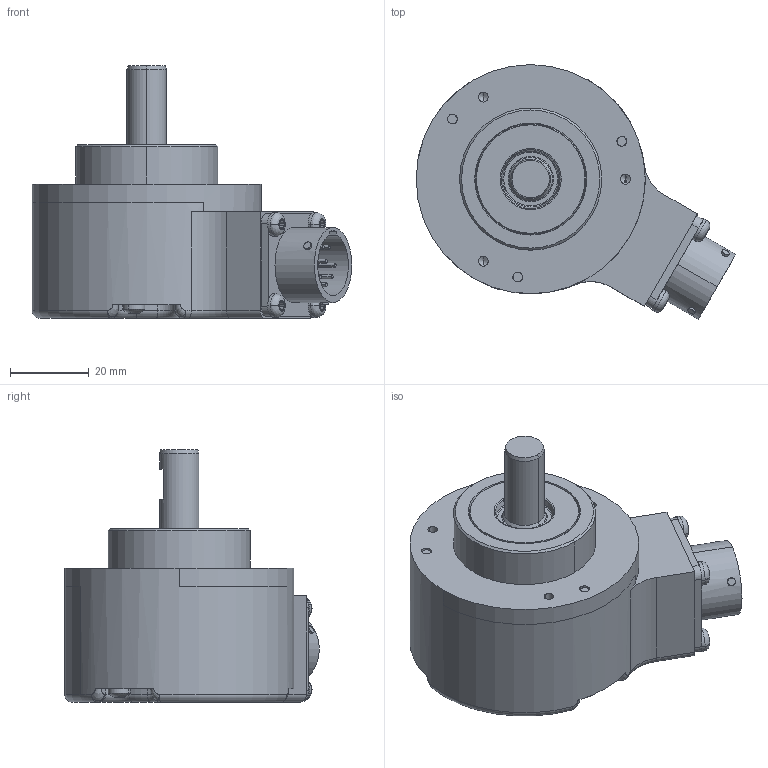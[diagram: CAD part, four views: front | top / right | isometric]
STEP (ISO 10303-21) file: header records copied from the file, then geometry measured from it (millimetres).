
FILE_DESCRIPTION((''),'2;1');
FILE_NAME('515498','2010-11-10T',('se2802'),(''),'PRO/ENGINEER BY PARAMETRIC TECHNOLOGY CORPORATION, 2010180','PRO/ENGINEER BY PARAMETRIC TECHNOLOGY CORPORATION, 2010180','');
FILE_SCHEMA(('CONFIG_CONTROL_DESIGN'));
Length unit declared in the file: millimetre
Products named in the file (1): 515498
Bounding box: 80.95 x 64.48 x 64 mm (x, y, z)
Volume: 112297.4 mm3; surface area: 17957 mm2
Topology: 1 solids, 3 shells, 967 faces, 2593 edges, 1697 vertices
Faces by surface type: extrusion 324, plane 308, cylinder 248, torus 37, cone 24, bspline 14, sphere 12
Entity records: 35207 total; most frequent: CARTESIAN_POINT 12028, ORIENTED_EDGE 5174, DIRECTION 4048, EDGE_CURVE 2587, VERTEX_POINT 1697, VECTOR 1356, AXIS2_PLACEMENT_3D 1346, B_SPLINE_CURVE_WITH_KNOTS 1162
